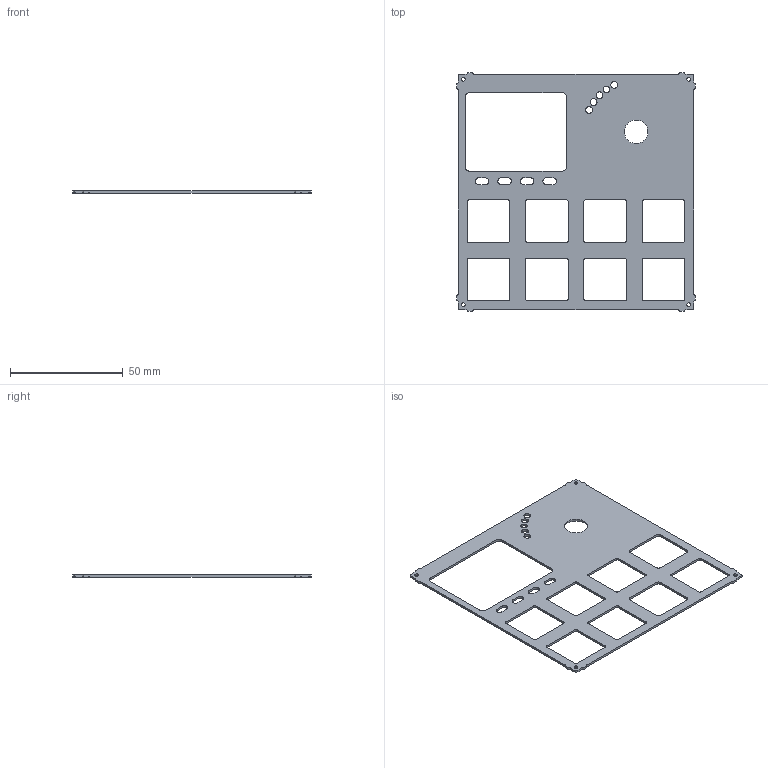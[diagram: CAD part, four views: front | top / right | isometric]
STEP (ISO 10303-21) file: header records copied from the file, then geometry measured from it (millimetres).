
FILE_DESCRIPTION(('KiCad electronic assembly'),'2;1');
FILE_NAME('FP-VSN1-L-3D.step','2025-02-13T21:13:54',('Pcbnew'),('Kicad') ,'Open CASCADE STEP processor 7.6','KiCad to STEP converter','Unknown' );
FILE_SCHEMA(('AUTOMOTIVE_DESIGN { 1 0 10303 214 1 1 1 1 }'));
Length unit declared in the file: millimetre
Products named in the file (2): FP-VSN1-L-3D 1; kibot_a6e3pvzj_PCB
Assembly tree (1 placements, depth 2):
  FP-VSN1-L-3D 1
    kibot_a6e3pvzj_PCB
Bounding box: 105.6 x 105.6 x 1 mm (x, y, z)
Volume: 6261.8 mm3; surface area: 13859.1 mm2
Topology: 1 solids, 1 shells, 268 faces, 798 edges, 532 vertices
Faces by surface type: plane 170, cylinder 98
Full cylindrical faces by diameter (mm): 1.75 x4, 3 x5, 10.5 x1
Entity records: 9127 total; most frequent: CARTESIAN_POINT 1600, ORIENTED_EDGE 1596, DIRECTION 1534, EDGE_CURVE 798, LINE 602, VECTOR 602, VERTEX_POINT 532, AXIS2_PLACEMENT_3D 466
